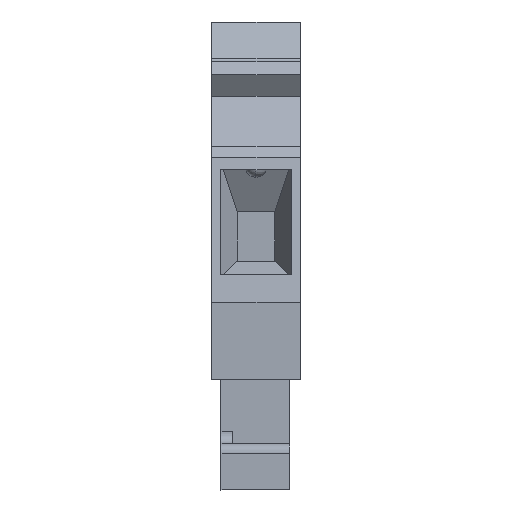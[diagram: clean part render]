
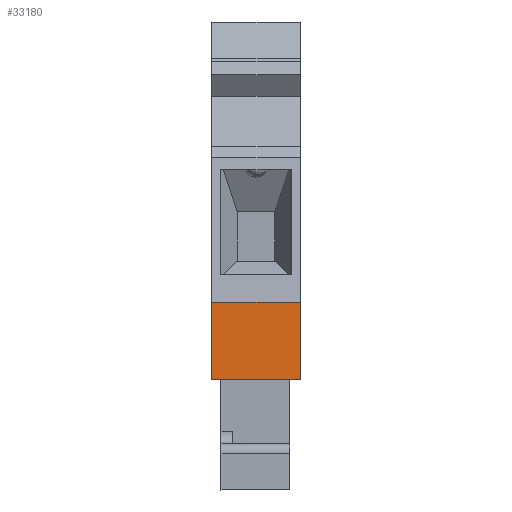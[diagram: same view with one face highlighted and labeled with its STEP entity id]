
A CAD part, front view. The second image highlights one B-rep face of the part: STEP entity #33180.
In plain terms, the highlighted face is planar.
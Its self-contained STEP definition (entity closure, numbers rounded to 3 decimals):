
#2770=CARTESIAN_POINT('',(-5.764,20.828,
-3.81));
#2780=VERTEX_POINT('',#2770);
#2810=CARTESIAN_POINT('',(-5.764,0.,
-3.81));
#2820=DIRECTION('',(0.,-1.,0.));
#2830=VECTOR('',#2820,1.);
#2840=LINE('',#2810,#2830);
#2850=CARTESIAN_POINT('',(-5.764,14.228,
-3.81));
#2860=VERTEX_POINT('',#2850);
#2870=EDGE_CURVE('',#2780,#2860,#2840,.T.);
#27020=CARTESIAN_POINT('',(-5.764,20.828,
3.81));
#27030=VERTEX_POINT('',#27020);
#27080=CARTESIAN_POINT('',(-5.764,20.828,
0.));
#27090=DIRECTION('',(0.,0.,1.));
#27100=VECTOR('',#27090,1.);
#27110=LINE('',#27080,#27100);
#27120=EDGE_CURVE('',#2780,#27030,#27110,.T.);
#32950=CARTESIAN_POINT('',(-5.764,14.728,
3.81));
#32960=DIRECTION('',(1.,0.,0.));
#32970=DIRECTION('',(0.,-1.,0.));
#32980=AXIS2_PLACEMENT_3D('',#32950,#32960,#32970);
#32990=PLANE('',#32980);
#33000=CARTESIAN_POINT('',(-5.764,0.,
3.81));
#33010=DIRECTION('',(0.,-1.,0.));
#33020=VECTOR('',#33010,1.);
#33030=LINE('',#33000,#33020);
#33040=CARTESIAN_POINT('',(-5.764,14.228,
3.81));
#33050=VERTEX_POINT('',#33040);
#33060=EDGE_CURVE('',#27030,#33050,#33030,.T.);
#33070=ORIENTED_EDGE('',*,*,#33060,.F.);
#33080=CARTESIAN_POINT('',(-5.764,14.228,
0.));
#33090=DIRECTION('',(0.,0.,1.));
#33100=VECTOR('',#33090,1.);
#33110=LINE('',#33080,#33100);
#33120=EDGE_CURVE('',#2860,#33050,#33110,.T.);
#33130=ORIENTED_EDGE('',*,*,#33120,.T.);
#33140=ORIENTED_EDGE('',*,*,#2870,.T.);
#33150=ORIENTED_EDGE('',*,*,#27120,.F.);
#33160=EDGE_LOOP('',(#33150,#33140,#33130,#33070));
#33170=FACE_OUTER_BOUND('',#33160,.T.);
#33180=ADVANCED_FACE('',(#33170),#32990,.F.);
